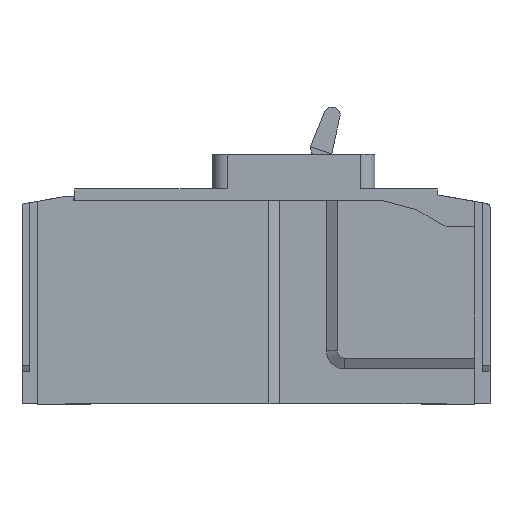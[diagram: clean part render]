
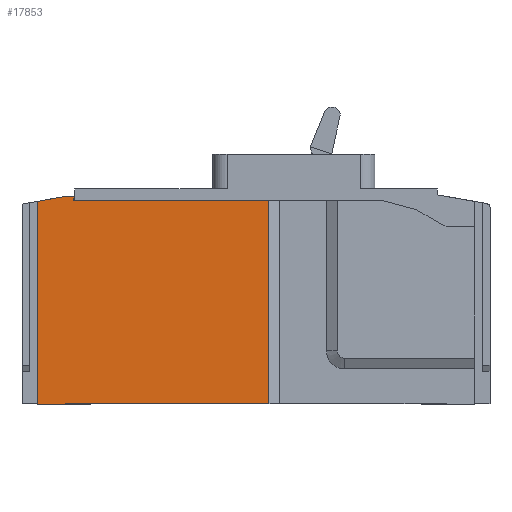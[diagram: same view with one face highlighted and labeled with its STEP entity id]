
A CAD part, left-side view. The second image highlights one B-rep face of the part: STEP entity #17853.
In plain terms, the highlighted planar face has unit normal (-1, 0, 0).
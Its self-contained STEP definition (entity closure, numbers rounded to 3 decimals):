
#30=DIRECTION('',(0.,-0.985,0.174));
#31=VECTOR('',#30,7.227);
#32=CARTESIAN_POINT('',(0.,125.8,56.531));
#33=LINE('',#32,#31);
#38=CARTESIAN_POINT('',(0.,118.513,56.8));
#39=DIRECTION('',(1.,0.,0.));
#40=DIRECTION('',(0.,0.17,0.985));
#41=AXIS2_PLACEMENT_3D('',#38,#39,#40);
#46=DIRECTION('',(0.,-1.,0.));
#47=VECTOR('',#46,2.913);
#48=CARTESIAN_POINT('',(0.,118.513,57.8));
#49=LINE('',#48,#47);
#53=DIRECTION('',(0.,0.,-1.));
#54=VECTOR('',#53,1.1);
#55=CARTESIAN_POINT('',(0.,115.6,57.8));
#56=LINE('',#55,#54);
#60=DIRECTION('',(0.,0.,1.));
#61=VECTOR('',#60,56.4);
#62=CARTESIAN_POINT('',(0.,61.4,0.3));
#63=LINE('',#62,#61);
#67=DIRECTION('',(0.,1.,0.));
#68=VECTOR('',#67,56.4);
#69=CARTESIAN_POINT('',(0.,61.4,0.3));
#70=LINE('',#69,#68);
#74=DIRECTION('',(0.,0.,-1.));
#75=VECTOR('',#74,0.3);
#76=CARTESIAN_POINT('',(0.,117.8,0.3));
#77=LINE('',#76,#75);
#139=DIRECTION('',(0.,0.,-1.));
#140=VECTOR('',#139,56.531);
#141=CARTESIAN_POINT('',(0.,125.8,56.531));
#142=LINE('',#141,#140);
#1912=DIRECTION('',(0.,1.,0.));
#1913=VECTOR('',#1912,8.);
#1914=CARTESIAN_POINT('',(0.,117.8,0.));
#1915=LINE('',#1914,#1913);
#8380=DIRECTION('',(0.,1.,0.));
#8381=VECTOR('',#8380,54.2);
#8382=CARTESIAN_POINT('',(0.,61.4,56.7));
#8383=LINE('',#8382,#8381);
#15176=CARTESIAN_POINT('',(0.,118.683,57.785));
#15177=CARTESIAN_POINT('',(0.,118.513,57.8));
#15178=VERTEX_POINT('',#15176);
#15179=VERTEX_POINT('',#15177);
#15180=CARTESIAN_POINT('',(0.,115.6,57.8));
#15181=VERTEX_POINT('',#15180);
#15182=CARTESIAN_POINT('',(0.,115.6,56.7));
#15183=VERTEX_POINT('',#15182);
#15410=CARTESIAN_POINT('',(0.,61.4,0.3));
#15411=CARTESIAN_POINT('',(0.,61.4,56.7));
#15412=VERTEX_POINT('',#15410);
#15413=VERTEX_POINT('',#15411);
#17226=CARTESIAN_POINT('',(0.,125.8,56.531));
#17228=VERTEX_POINT('',#17226);
#17360=CARTESIAN_POINT('',(0.,117.8,0.));
#17361=CARTESIAN_POINT('',(0.,125.8,0.));
#17362=VERTEX_POINT('',#17360);
#17363=VERTEX_POINT('',#17361);
#17400=CARTESIAN_POINT('',(0.,117.8,0.3));
#17401=VERTEX_POINT('',#17400);
#17826=CARTESIAN_POINT('',(0.,0.,0.));
#17827=DIRECTION('',(1.,0.,0.));
#17828=DIRECTION('',(0.,0.,-1.));
#17829=AXIS2_PLACEMENT_3D('',#17826,#17827,#17828);
#17830=PLANE('',#17829);
#17832=ORIENTED_EDGE('',*,*,#17831,.F.);
#17834=ORIENTED_EDGE('',*,*,#17833,.T.);
#17836=ORIENTED_EDGE('',*,*,#17835,.T.);
#17838=ORIENTED_EDGE('',*,*,#17837,.T.);
#17840=ORIENTED_EDGE('',*,*,#17839,.T.);
#17842=ORIENTED_EDGE('',*,*,#17841,.F.);
#17844=ORIENTED_EDGE('',*,*,#17843,.F.);
#17846=ORIENTED_EDGE('',*,*,#17845,.T.);
#17848=ORIENTED_EDGE('',*,*,#17847,.T.);
#17850=ORIENTED_EDGE('',*,*,#17849,.T.);
#17851=EDGE_LOOP('',(#17832,#17834,#17836,#17838,#17840,#17842,#17844,#17846,
#17848,#17850));
#17852=FACE_OUTER_BOUND('',#17851,.F.);
#17853=ADVANCED_FACE('',(#17852),#17830,.F.);
#42=CIRCLE('',#41,1.);
#17831=EDGE_CURVE('',#17228,#17363,#142,.T.);
#17833=EDGE_CURVE('',#17228,#15178,#33,.T.);
#17835=EDGE_CURVE('',#15178,#15179,#42,.T.);
#17837=EDGE_CURVE('',#15179,#15181,#49,.T.);
#17839=EDGE_CURVE('',#15181,#15183,#56,.T.);
#17841=EDGE_CURVE('',#15413,#15183,#8383,.T.);
#17843=EDGE_CURVE('',#15412,#15413,#63,.T.);
#17845=EDGE_CURVE('',#15412,#17401,#70,.T.);
#17847=EDGE_CURVE('',#17401,#17362,#77,.T.);
#17849=EDGE_CURVE('',#17362,#17363,#1915,.T.);
